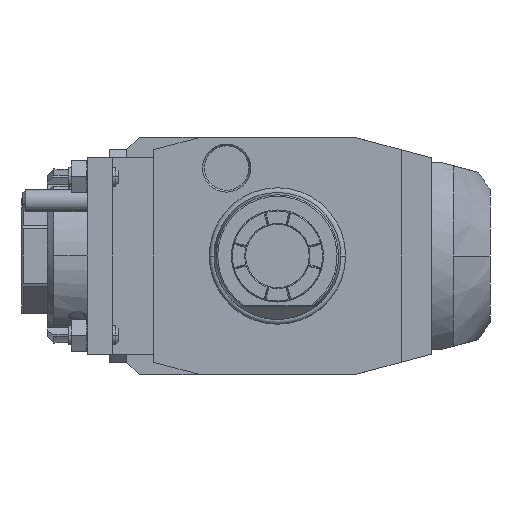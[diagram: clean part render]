
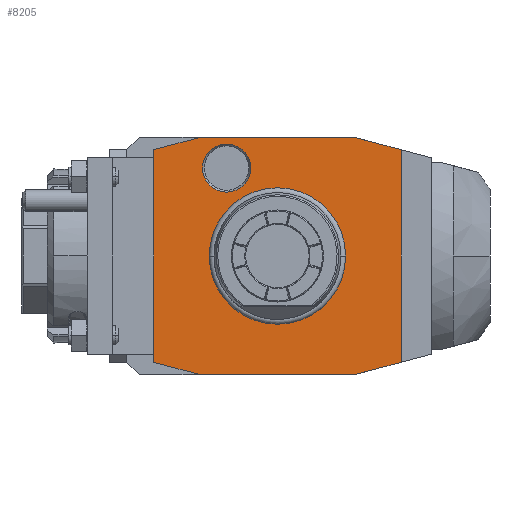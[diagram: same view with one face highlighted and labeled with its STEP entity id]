
A CAD part, front view. The second image highlights one B-rep face of the part: STEP entity #8205.
In plain terms, the highlighted planar face has unit normal (0, -1, 0).
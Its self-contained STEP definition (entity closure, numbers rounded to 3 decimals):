
#1=DIRECTION('',(-1.,0.,0.));
#2=VECTOR('',#1,48.);
#3=CARTESIAN_POINT('',(24.,0.,37.5));
#4=LINE('',#3,#2);
#5=DIRECTION('',(-0.966,0.,0.259));
#6=VECTOR('',#5,15.529);
#7=CARTESIAN_POINT('',(39.,0.,33.481));
#8=LINE('',#7,#6);
#9=DIRECTION('',(0.,0.,1.));
#10=VECTOR('',#9,66.962);
#11=CARTESIAN_POINT('',(39.,0.,-33.481));
#12=LINE('',#11,#10);
#13=DIRECTION('',(0.966,0.,0.259));
#14=VECTOR('',#13,15.529);
#15=CARTESIAN_POINT('',(24.,0.,-37.5));
#16=LINE('',#15,#14);
#17=DIRECTION('',(1.,0.,0.));
#18=VECTOR('',#17,48.);
#19=CARTESIAN_POINT('',(-24.,0.,-37.5));
#20=LINE('',#19,#18);
#21=DIRECTION('',(0.966,0.,-0.259));
#22=VECTOR('',#21,15.529);
#23=CARTESIAN_POINT('',(-39.,0.,-33.481));
#24=LINE('',#23,#22);
#25=DIRECTION('',(0.,0.,-1.));
#26=VECTOR('',#25,66.962);
#27=CARTESIAN_POINT('',(-39.,0.,33.481));
#28=LINE('',#27,#26);
#29=DIRECTION('',(-0.966,0.,-0.259));
#30=VECTOR('',#29,15.529);
#31=CARTESIAN_POINT('',(-24.,0.,37.5));
#32=LINE('',#31,#30);
#33=CARTESIAN_POINT('',(-16.,0.,27.713));
#34=DIRECTION('',(0.,1.,0.));
#35=DIRECTION('',(1.,0.,0.));
#36=AXIS2_PLACEMENT_3D('',#33,#34,#35);
#38=CARTESIAN_POINT('',(-16.,0.,27.713));
#39=DIRECTION('',(0.,1.,0.));
#40=DIRECTION('',(-1.,0.,0.));
#41=AXIS2_PLACEMENT_3D('',#38,#39,#40);
#4909=CARTESIAN_POINT('',(0.,0.,0.));
#4910=DIRECTION('',(0.,-1.,0.));
#4911=DIRECTION('',(1.,0.,0.));
#4912=AXIS2_PLACEMENT_3D('',#4909,#4910,#4911);
#4914=CARTESIAN_POINT('',(0.,0.,0.));
#4915=DIRECTION('',(0.,-1.,0.));
#4916=DIRECTION('',(-1.,0.,0.));
#4917=AXIS2_PLACEMENT_3D('',#4914,#4915,#4916);
#7226=CARTESIAN_POINT('',(-8.423,0.,27.713));
#7227=CARTESIAN_POINT('',(-23.577,0.,27.713));
#7228=VERTEX_POINT('',#7226);
#7229=VERTEX_POINT('',#7227);
#7988=CARTESIAN_POINT('',(24.,0.,37.5));
#7989=CARTESIAN_POINT('',(-24.,0.,37.5));
#7990=VERTEX_POINT('',#7988);
#7991=VERTEX_POINT('',#7989);
#7992=CARTESIAN_POINT('',(39.,0.,-33.481));
#7993=CARTESIAN_POINT('',(39.,0.,33.481));
#7994=VERTEX_POINT('',#7992);
#7995=VERTEX_POINT('',#7993);
#7996=CARTESIAN_POINT('',(-39.,0.,-33.481));
#7997=CARTESIAN_POINT('',(-24.,0.,-37.5));
#7998=VERTEX_POINT('',#7996);
#7999=VERTEX_POINT('',#7997);
#8000=CARTESIAN_POINT('',(-39.,0.,33.481));
#8001=VERTEX_POINT('',#8000);
#8026=CARTESIAN_POINT('',(24.,0.,-37.5));
#8027=VERTEX_POINT('',#8026);
#8076=CARTESIAN_POINT('',(21.137,0.,0.));
#8077=CARTESIAN_POINT('',(-21.137,0.,0.));
#8078=VERTEX_POINT('',#8076);
#8079=VERTEX_POINT('',#8077);
#8170=CARTESIAN_POINT('',(0.,0.,0.));
#8171=DIRECTION('',(0.,-1.,0.));
#8172=DIRECTION('',(-1.,0.,0.));
#8173=AXIS2_PLACEMENT_3D('',#8170,#8171,#8172);
#8174=PLANE('',#8173);
#8176=ORIENTED_EDGE('',*,*,#8175,.F.);
#8178=ORIENTED_EDGE('',*,*,#8177,.F.);
#8180=ORIENTED_EDGE('',*,*,#8179,.F.);
#8182=ORIENTED_EDGE('',*,*,#8181,.F.);
#8184=ORIENTED_EDGE('',*,*,#8183,.F.);
#8186=ORIENTED_EDGE('',*,*,#8185,.F.);
#8188=ORIENTED_EDGE('',*,*,#8187,.F.);
#8190=ORIENTED_EDGE('',*,*,#8189,.F.);
#8191=EDGE_LOOP('',(#8176,#8178,#8180,#8182,#8184,#8186,#8188,#8190));
#8192=FACE_OUTER_BOUND('',#8191,.F.);
#8194=ORIENTED_EDGE('',*,*,#8193,.T.);
#8196=ORIENTED_EDGE('',*,*,#8195,.T.);
#8197=EDGE_LOOP('',(#8194,#8196));
#8198=FACE_BOUND('',#8197,.F.);
#8200=ORIENTED_EDGE('',*,*,#8199,.F.);
#8202=ORIENTED_EDGE('',*,*,#8201,.F.);
#8203=EDGE_LOOP('',(#8200,#8202));
#8204=FACE_BOUND('',#8203,.F.);
#37=CIRCLE('',#36,7.577);
#42=CIRCLE('',#41,7.577);
#4913=CIRCLE('',#4912,21.137);
#4918=CIRCLE('',#4917,21.137);
#8175=EDGE_CURVE('',#7990,#7991,#4,.T.);
#8177=EDGE_CURVE('',#7995,#7990,#8,.T.);
#8179=EDGE_CURVE('',#7994,#7995,#12,.T.);
#8181=EDGE_CURVE('',#8027,#7994,#16,.T.);
#8183=EDGE_CURVE('',#7999,#8027,#20,.T.);
#8185=EDGE_CURVE('',#7998,#7999,#24,.T.);
#8187=EDGE_CURVE('',#8001,#7998,#28,.T.);
#8189=EDGE_CURVE('',#7991,#8001,#32,.T.);
#8193=EDGE_CURVE('',#8078,#8079,#4913,.T.);
#8195=EDGE_CURVE('',#8079,#8078,#4918,.T.);
#8199=EDGE_CURVE('',#7228,#7229,#37,.T.);
#8201=EDGE_CURVE('',#7229,#7228,#42,.T.);
#8205=ADVANCED_FACE('',(#8192,#8198,#8204),#8174,.T.);
